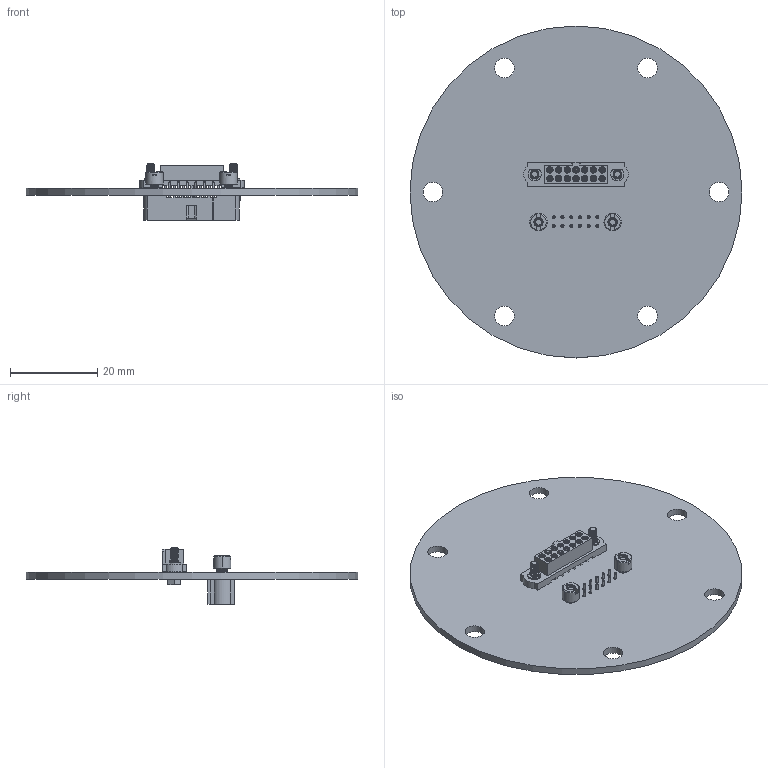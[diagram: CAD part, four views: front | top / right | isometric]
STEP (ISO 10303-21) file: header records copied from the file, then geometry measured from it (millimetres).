
FILE_DESCRIPTION(('Open CASCADE Model'),'2;1');
FILE_NAME('Open CASCADE Shape Model','2022-05-13T01:27:15',('Author'),( 'Open CASCADE'),'Open CASCADE STEP processor 6.8','Open CASCADE 6.8' ,'Unknown');
FILE_SCHEMA(('AUTOMOTIVE_DESIGN { 1 0 10303 214 1 1 1 1 }'));
Length unit declared in the file: millimetre
Products named in the file (23): PCB; Board; Open CASCADE STEP translator 6.8 5.1.1; J2; m80-5t11242me_asm; M80-2702098; M80-0200042; M80-210ME00; Open CASCADE STEP translator 6.8 5.2.1.14.1; Open CASCADE STEP translator 6.8 5.2.1.14.2; M80-213; Open CASCADE STEP translator 6.8 5.2.1.15.1; Open CASCADE STEP translator 6.8 5.2.1.15.2; J1; m80-4001401_asm; M80-2605098; M80-0150001_ASM; M80-0140006; Y3198; M80-214; Open CASCADE STEP translator 6.8 5.3.1.16.1; Open CASCADE STEP translator 6.8 5.3.1.16.2; M80-215
Assembly tree (50 placements, depth 5):
  PCB
    Board
      Open CASCADE STEP translator 6.8 5.1.1
    J2
      m80-5t11242me_asm
        M80-2702098
        M80-0200042  x12
        M80-210ME00  x2
          Open CASCADE STEP translator 6.8 5.2.1.14.1
          Open CASCADE STEP translator 6.8 5.2.1.14.2
        M80-213  x2
          Open CASCADE STEP translator 6.8 5.2.1.15.1
          Open CASCADE STEP translator 6.8 5.2.1.15.2
    J1
      m80-4001401_asm
        M80-2605098
        M80-0150001_ASM  x14
          M80-0140006
          Y3198
        M80-214  x2
          Open CASCADE STEP translator 6.8 5.3.1.16.1
          Open CASCADE STEP translator 6.8 5.3.1.16.2
        M80-215  x2
Bounding box: 76.2 x 76.2 x 12.94 mm (x, y, z)
Volume: 8109.9 mm3; surface area: 12546.6 mm2
Topology: 51 solids, 57 shells, 2322 faces, 5590 edges, 3410 vertices
Faces by surface type: bspline 780, plane 681, cylinder 555, cone 230, torus 48, sphere 28
Full cylindrical faces by diameter (mm): 0.65 x14, 0.698 x12, 2.2 x2, 3.75 x2, 4.5 x6, 76.2 x1
Entity records: 32754 total; most frequent: CARTESIAN_POINT 15354, ORIENTED_EDGE 3490, DIRECTION 3269, EDGE_CURVE 1752, AXIS2_PLACEMENT_3D 1208, VERTEX_POINT 1133, FACE_BOUND 859, EDGE_LOOP 859
